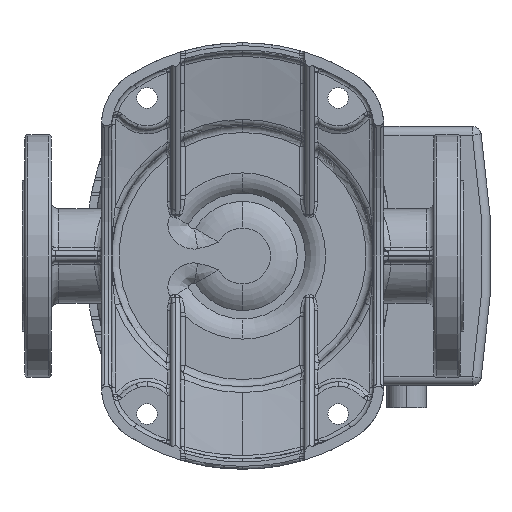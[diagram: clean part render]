
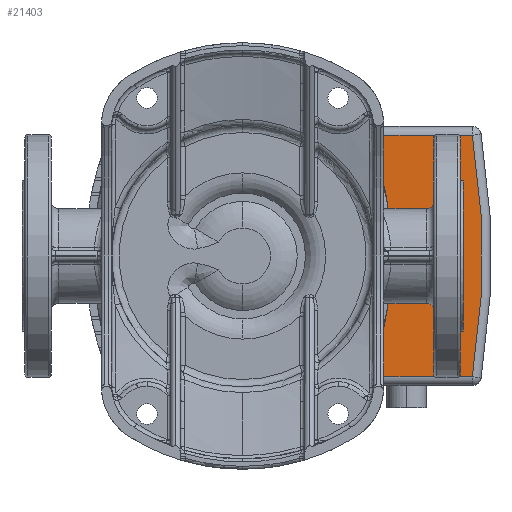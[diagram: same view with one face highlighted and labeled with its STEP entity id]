
A CAD part, front view. The second image highlights one B-rep face of the part: STEP entity #21403.
In plain terms, the highlighted face is planar.
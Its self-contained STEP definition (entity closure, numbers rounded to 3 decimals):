
#710 = AXIS2_PLACEMENT_3D ( 'NONE', #7420, #29709, #52052 ) ;
#745 = EDGE_CURVE ( 'NONE', #5318, #29507, #65856, .T. ) ;
#2339 = LINE ( 'NONE', #42550, #47234 ) ;
#2669 = DIRECTION ( 'NONE',  ( 1., 0., 0. ) ) ;
#3157 = LINE ( 'NONE', #32025, #14846 ) ;
#4422 = CARTESIAN_POINT ( 'NONE',  ( 82.1, 156.227, -113.5 ) ) ;
#5318 = VERTEX_POINT ( 'NONE', #4422 ) ;
#5403 = VERTEX_POINT ( 'NONE', #61884 ) ;
#6086 = CARTESIAN_POINT ( 'NONE',  ( -97.182, 64., -113.5 ) ) ;
#6713 = VECTOR ( 'NONE', #67961, 1000. ) ;
#6868 = LINE ( 'NONE', #62449, #6713 ) ;
#7420 = CARTESIAN_POINT ( 'NONE',  ( 51.5, 107., -113.5 ) ) ;
#8044 = ORIENTED_EDGE ( 'NONE', *, *, #55436, .T. ) ;
#8191 = DIRECTION ( 'NONE',  ( 1., 0., 0. ) ) ;
#8319 = EDGE_CURVE ( 'NONE', #5403, #41491, #3157, .T. ) ;
#11667 = EDGE_CURVE ( 'NONE', #41571, #15716, #39256, .T. ) ;
#12007 = ORIENTED_EDGE ( 'NONE', *, *, #53618, .T. ) ;
#12103 = CIRCLE ( 'NONE', #57679, 213.5 ) ;
#12123 = ORIENTED_EDGE ( 'NONE', *, *, #19278, .T. ) ;
#14110 = AXIS2_PLACEMENT_3D ( 'NONE', #51344, #30080, #2669 ) ;
#14409 = DIRECTION ( 'NONE',  ( 0., 1., 0. ) ) ;
#14666 = ORIENTED_EDGE ( 'NONE', *, *, #51392, .T. ) ;
#14846 = VECTOR ( 'NONE', #64599, 1000. ) ;
#15716 = VERTEX_POINT ( 'NONE', #34545 ) ;
#17170 = CARTESIAN_POINT ( 'NONE',  ( -107., 62., -113.5 ) ) ;
#18194 = EDGE_CURVE ( 'NONE', #39798, #5403, #43639, .T. ) ;
#19278 = EDGE_CURVE ( 'NONE', #41571, #39856, #53793, .T. ) ;
#20243 = DIRECTION ( 'NONE',  ( 0., 0., 1. ) ) ;
#20731 = CARTESIAN_POINT ( 'NONE',  ( 0., 0., -113.5 ) ) ;
#21403 = ADVANCED_FACE ( 'NONE', ( #41059 ), #57156, .T. ) ;
#21659 = VECTOR ( 'NONE', #64387, 1000. ) ;
#22250 = ORIENTED_EDGE ( 'NONE', *, *, #37921, .T. ) ;
#22654 = LINE ( 'NONE', #17170, #26778 ) ;
#25132 = DIRECTION ( 'NONE',  ( 0., 0., 1. ) ) ;
#25231 = EDGE_CURVE ( 'NONE', #31753, #46282, #6868, .T. ) ;
#26778 = VECTOR ( 'NONE', #51916, 1000. ) ;
#26891 = AXIS2_PLACEMENT_3D ( 'NONE', #20731, #43413, #71220 ) ;
#28964 = EDGE_LOOP ( 'NONE', ( #38791, #8044, #41015, #12007, #30949, #12123, #22250, #53653, #61056, #14666 ) ) ;
#29016 = VECTOR ( 'NONE', #60843, 1000. ) ;
#29507 = VERTEX_POINT ( 'NONE', #46957 ) ;
#29709 = DIRECTION ( 'NONE',  ( 0., 0., 1. ) ) ;
#30080 = DIRECTION ( 'NONE',  ( 0., 0., 1. ) ) ;
#30949 = ORIENTED_EDGE ( 'NONE', *, *, #11667, .F. ) ;
#31753 = VERTEX_POINT ( 'NONE', #40830 ) ;
#32025 = CARTESIAN_POINT ( 'NONE',  ( -107., 62., -113.5 ) ) ;
#34545 = CARTESIAN_POINT ( 'NONE',  ( -82.1, 64., -113.5 ) ) ;
#37921 = EDGE_CURVE ( 'NONE', #39856, #39798, #22654, .T. ) ;
#38414 = CARTESIAN_POINT ( 'NONE',  ( -97.799, 62., -113.5 ) ) ;
#38791 = ORIENTED_EDGE ( 'NONE', *, *, #25231, .F. ) ;
#39256 = LINE ( 'NONE', #43672, #29016 ) ;
#39798 = VERTEX_POINT ( 'NONE', #66212 ) ;
#39856 = VERTEX_POINT ( 'NONE', #38414 ) ;
#40283 = CARTESIAN_POINT ( 'NONE',  ( 97.182, 64., -113.5 ) ) ;
#40830 = CARTESIAN_POINT ( 'NONE',  ( 82.1, 64., -113.5 ) ) ;
#41015 = ORIENTED_EDGE ( 'NONE', *, *, #745, .T. ) ;
#41059 = FACE_OUTER_BOUND ( 'NONE', #28964, .T. ) ;
#41491 = VERTEX_POINT ( 'NONE', #71246 ) ;
#41571 = VERTEX_POINT ( 'NONE', #6086 ) ;
#41588 = DIRECTION ( 'NONE',  ( 0., -1., 0. ) ) ;
#42081 = CARTESIAN_POINT ( 'NONE',  ( -82.1, 107., -113.5 ) ) ;
#42550 = CARTESIAN_POINT ( 'NONE',  ( 82.1, 107., -113.5 ) ) ;
#43413 = DIRECTION ( 'NONE',  ( 0., 0., -1. ) ) ;
#43639 = CIRCLE ( 'NONE', #26891, 90.5 ) ;
#43672 = CARTESIAN_POINT ( 'NONE',  ( -107., 64., -113.5 ) ) ;
#46282 = VERTEX_POINT ( 'NONE', #40283 ) ;
#46957 = CARTESIAN_POINT ( 'NONE',  ( -82.1, 156.227, -113.5 ) ) ;
#47234 = VECTOR ( 'NONE', #14409, 1000. ) ;
#51344 = CARTESIAN_POINT ( 'NONE',  ( 106.5, 0., -113.5 ) ) ;
#51392 = EDGE_CURVE ( 'NONE', #41491, #46282, #12103, .T. ) ;
#51890 = AXIS2_PLACEMENT_3D ( 'NONE', #64614, #25132, #41588 ) ;
#51916 = DIRECTION ( 'NONE',  ( 1., 0., 0. ) ) ;
#52052 = DIRECTION ( 'NONE',  ( 0., -1., 0. ) ) ;
#53618 = EDGE_CURVE ( 'NONE', #29507, #15716, #58544, .T. ) ;
#53653 = ORIENTED_EDGE ( 'NONE', *, *, #18194, .T. ) ;
#53793 = CIRCLE ( 'NONE', #14110, 213.5 ) ;
#55436 = EDGE_CURVE ( 'NONE', #31753, #5318, #2339, .T. ) ;
#57156 = PLANE ( 'NONE',  #710 ) ;
#57679 = AXIS2_PLACEMENT_3D ( 'NONE', #68908, #20243, #8191 ) ;
#58544 = LINE ( 'NONE', #42081, #21659 ) ;
#60843 = DIRECTION ( 'NONE',  ( 1., 0., 0. ) ) ;
#61056 = ORIENTED_EDGE ( 'NONE', *, *, #8319, .T. ) ;
#61884 = CARTESIAN_POINT ( 'NONE',  ( 65.926, 62., -113.5 ) ) ;
#62449 = CARTESIAN_POINT ( 'NONE',  ( -107., 64., -113.5 ) ) ;
#64387 = DIRECTION ( 'NONE',  ( 0., -1., 0. ) ) ;
#64599 = DIRECTION ( 'NONE',  ( 1., 0., 0. ) ) ;
#64614 = CARTESIAN_POINT ( 'NONE',  ( 0., -338., -113.5 ) ) ;
#65856 = CIRCLE ( 'NONE', #51890, 501. ) ;
#66212 = CARTESIAN_POINT ( 'NONE',  ( -65.926, 62., -113.5 ) ) ;
#67961 = DIRECTION ( 'NONE',  ( 1., 0., 0. ) ) ;
#68908 = CARTESIAN_POINT ( 'NONE',  ( -106.5, 0., -113.5 ) ) ;
#71220 = DIRECTION ( 'NONE',  ( 1., 0., 0. ) ) ;
#71246 = CARTESIAN_POINT ( 'NONE',  ( 97.799, 62., -113.5 ) ) ;
